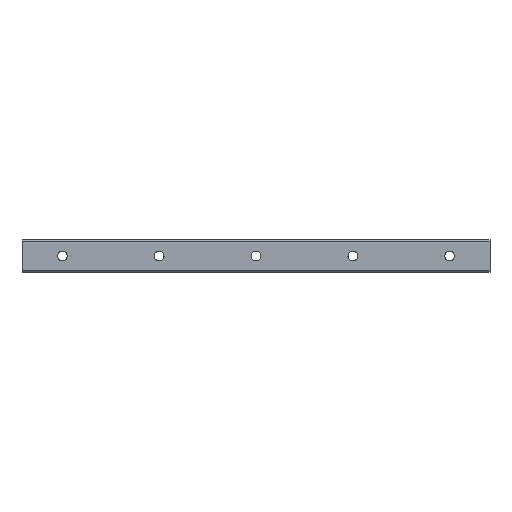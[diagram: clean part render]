
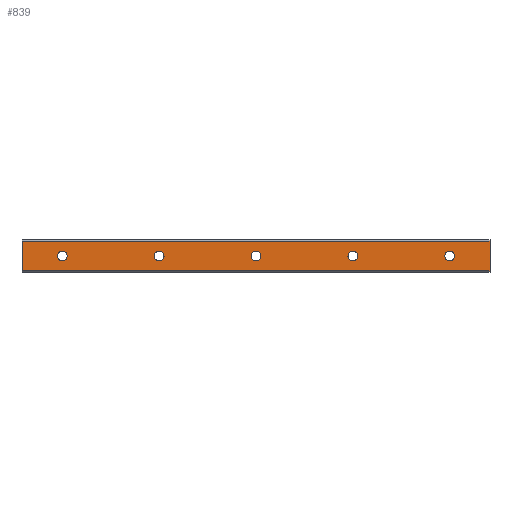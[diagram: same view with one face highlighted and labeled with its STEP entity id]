
A CAD part, front view. The second image highlights one B-rep face of the part: STEP entity #839.
In plain terms, the highlighted planar face has unit normal (0, -1, 0).
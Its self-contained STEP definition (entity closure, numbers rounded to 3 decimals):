
#11 = CIRCLE ( 'NONE', #1207, 3. ) ;
#17 = PLANE ( 'NONE',  #1583 ) ;
#50 = FACE_BOUND ( 'NONE', #74, .T. ) ;
#54 = VERTEX_POINT ( 'NONE', #60 ) ;
#55 = AXIS2_PLACEMENT_3D ( 'NONE', #1777, #1461, #183 ) ;
#60 = CARTESIAN_POINT ( 'NONE',  ( 265., 0., 9. ) ) ;
#69 = DIRECTION ( 'NONE',  ( 0., 0., 1. ) ) ;
#74 = EDGE_LOOP ( 'NONE', ( #1715, #1653 ) ) ;
#95 = EDGE_CURVE ( 'NONE', #137, #755, #1618, .T. ) ;
#105 = DIRECTION ( 'NONE',  ( 0., 0., 1. ) ) ;
#137 = VERTEX_POINT ( 'NONE', #1051 ) ;
#141 = ORIENTED_EDGE ( 'NONE', *, *, #499, .F. ) ;
#143 = CIRCLE ( 'NONE', #408, 3. ) ;
#155 = CARTESIAN_POINT ( 'NONE',  ( 180., 0., 3. ) ) ;
#161 = EDGE_CURVE ( 'NONE', #1745, #419, #1711, .T. ) ;
#162 = DIRECTION ( 'NONE',  ( 0., 0., -1. ) ) ;
#183 = DIRECTION ( 'NONE',  ( 0., 0., 1. ) ) ;
#194 = DIRECTION ( 'NONE',  ( 0., 0., 1. ) ) ;
#213 = FACE_OUTER_BOUND ( 'NONE', #1048, .T. ) ;
#231 = CARTESIAN_POINT ( 'NONE',  ( 240., 0., 0. ) ) ;
#234 = CARTESIAN_POINT ( 'NONE',  ( 60., 0., 0. ) ) ;
#239 = VERTEX_POINT ( 'NONE', #1393 ) ;
#240 = EDGE_CURVE ( 'NONE', #239, #1260, #11, .T. ) ;
#289 = EDGE_CURVE ( 'NONE', #54, #1508, #1088, .T. ) ;
#291 = CARTESIAN_POINT ( 'NONE',  ( 180., 0., -3. ) ) ;
#318 = LINE ( 'NONE', #490, #466 ) ;
#336 = DIRECTION ( 'NONE',  ( 0., 0., 1. ) ) ;
#360 = DIRECTION ( 'NONE',  ( 0., 0., 1. ) ) ;
#368 = CARTESIAN_POINT ( 'NONE',  ( 120., 0., -3. ) ) ;
#373 = EDGE_CURVE ( 'NONE', #419, #1745, #143, .T. ) ;
#382 = CARTESIAN_POINT ( 'NONE',  ( -25., 0., -9. ) ) ;
#383 = DIRECTION ( 'NONE',  ( 0., -1., 0. ) ) ;
#408 = AXIS2_PLACEMENT_3D ( 'NONE', #1741, #1572, #336 ) ;
#419 = VERTEX_POINT ( 'NONE', #515 ) ;
#436 = VECTOR ( 'NONE', #105, 1000. ) ;
#446 = CARTESIAN_POINT ( 'NONE',  ( 240., 0., 3. ) ) ;
#466 = VECTOR ( 'NONE', #1586, 1000. ) ;
#488 = FACE_BOUND ( 'NONE', #1712, .T. ) ;
#490 = CARTESIAN_POINT ( 'NONE',  ( 265., 0., 9. ) ) ;
#499 = EDGE_CURVE ( 'NONE', #1701, #882, #706, .T. ) ;
#510 = CIRCLE ( 'NONE', #1685, 3. ) ;
#515 = CARTESIAN_POINT ( 'NONE',  ( 120., 0., 3. ) ) ;
#526 = ORIENTED_EDGE ( 'NONE', *, *, #1131, .F. ) ;
#589 = LINE ( 'NONE', #596, #636 ) ;
#596 = CARTESIAN_POINT ( 'NONE',  ( 265., 0., -9. ) ) ;
#611 = ORIENTED_EDGE ( 'NONE', *, *, #1841, .F. ) ;
#636 = VECTOR ( 'NONE', #1362, 1000. ) ;
#645 = EDGE_CURVE ( 'NONE', #1642, #1803, #1550, .T. ) ;
#653 = EDGE_LOOP ( 'NONE', ( #1296, #1945 ) ) ;
#665 = CIRCLE ( 'NONE', #929, 3. ) ;
#706 = LINE ( 'NONE', #883, #436 ) ;
#727 = CIRCLE ( 'NONE', #1351, 3. ) ;
#737 = AXIS2_PLACEMENT_3D ( 'NONE', #1670, #1341, #866 ) ;
#742 = DIRECTION ( 'NONE',  ( 0., 0., 1. ) ) ;
#750 = CARTESIAN_POINT ( 'NONE',  ( 60., 0., -3. ) ) ;
#755 = VERTEX_POINT ( 'NONE', #446 ) ;
#757 = VECTOR ( 'NONE', #162, 1000. ) ;
#763 = CARTESIAN_POINT ( 'NONE',  ( 265., 0., -9. ) ) ;
#785 = VERTEX_POINT ( 'NONE', #2034 ) ;
#801 = EDGE_LOOP ( 'NONE', ( #611, #1179 ) ) ;
#838 = CARTESIAN_POINT ( 'NONE',  ( -25., 0., 9. ) ) ;
#839 = ADVANCED_FACE ( 'NONE', ( #213, #50, #1259, #488, #1946, #1922 ), #17, .F. ) ;
#848 = ORIENTED_EDGE ( 'NONE', *, *, #1358, .F. ) ;
#865 = AXIS2_PLACEMENT_3D ( 'NONE', #231, #1289, #1146 ) ;
#866 = DIRECTION ( 'NONE',  ( 0., 0., 1. ) ) ;
#882 = VERTEX_POINT ( 'NONE', #838 ) ;
#883 = CARTESIAN_POINT ( 'NONE',  ( -25., 0., 9. ) ) ;
#889 = EDGE_CURVE ( 'NONE', #1260, #239, #1212, .T. ) ;
#926 = CARTESIAN_POINT ( 'NONE',  ( 180., 0., 0. ) ) ;
#929 = AXIS2_PLACEMENT_3D ( 'NONE', #2010, #1853, #944 ) ;
#944 = DIRECTION ( 'NONE',  ( 0., 0., 1. ) ) ;
#947 = CARTESIAN_POINT ( 'NONE',  ( 0., 0., -3. ) ) ;
#966 = AXIS2_PLACEMENT_3D ( 'NONE', #926, #1084, #742 ) ;
#975 = CARTESIAN_POINT ( 'NONE',  ( 265., 0., 9. ) ) ;
#978 = EDGE_CURVE ( 'NONE', #1836, #785, #510, .T. ) ;
#1048 = EDGE_LOOP ( 'NONE', ( #526, #1409, #1404, #141 ) ) ;
#1051 = CARTESIAN_POINT ( 'NONE',  ( 240., 0., -3. ) ) ;
#1069 = DIRECTION ( 'NONE',  ( 0., -1., 0. ) ) ;
#1084 = DIRECTION ( 'NONE',  ( 0., -1., 0. ) ) ;
#1088 = LINE ( 'NONE', #1721, #757 ) ;
#1131 = EDGE_CURVE ( 'NONE', #1508, #1701, #589, .T. ) ;
#1146 = DIRECTION ( 'NONE',  ( 0., 0., 1. ) ) ;
#1179 = ORIENTED_EDGE ( 'NONE', *, *, #978, .F. ) ;
#1207 = AXIS2_PLACEMENT_3D ( 'NONE', #1533, #1069, #1383 ) ;
#1212 = CIRCLE ( 'NONE', #55, 3. ) ;
#1259 = FACE_BOUND ( 'NONE', #1770, .T. ) ;
#1260 = VERTEX_POINT ( 'NONE', #947 ) ;
#1288 = CIRCLE ( 'NONE', #737, 3. ) ;
#1289 = DIRECTION ( 'NONE',  ( 0., -1., 0. ) ) ;
#1296 = ORIENTED_EDGE ( 'NONE', *, *, #373, .F. ) ;
#1341 = DIRECTION ( 'NONE',  ( 0., -1., 0. ) ) ;
#1343 = DIRECTION ( 'NONE',  ( 0., -1., 0. ) ) ;
#1351 = AXIS2_PLACEMENT_3D ( 'NONE', #1940, #1609, #360 ) ;
#1358 = EDGE_CURVE ( 'NONE', #1803, #1642, #1288, .T. ) ;
#1362 = DIRECTION ( 'NONE',  ( -1., 0., 0. ) ) ;
#1383 = DIRECTION ( 'NONE',  ( 0., 0., 1. ) ) ;
#1393 = CARTESIAN_POINT ( 'NONE',  ( 0., 0., 3. ) ) ;
#1404 = ORIENTED_EDGE ( 'NONE', *, *, #1941, .F. ) ;
#1409 = ORIENTED_EDGE ( 'NONE', *, *, #289, .F. ) ;
#1436 = DIRECTION ( 'NONE',  ( 0., 1., 0. ) ) ;
#1461 = DIRECTION ( 'NONE',  ( 0., -1., 0. ) ) ;
#1508 = VERTEX_POINT ( 'NONE', #763 ) ;
#1533 = CARTESIAN_POINT ( 'NONE',  ( 0., 0., 0. ) ) ;
#1539 = ORIENTED_EDGE ( 'NONE', *, *, #95, .F. ) ;
#1550 = CIRCLE ( 'NONE', #966, 3. ) ;
#1572 = DIRECTION ( 'NONE',  ( 0., -1., 0. ) ) ;
#1583 = AXIS2_PLACEMENT_3D ( 'NONE', #975, #1436, #194 ) ;
#1586 = DIRECTION ( 'NONE',  ( 1., 0., 0. ) ) ;
#1609 = DIRECTION ( 'NONE',  ( 0., -1., 0. ) ) ;
#1618 = CIRCLE ( 'NONE', #865, 3. ) ;
#1642 = VERTEX_POINT ( 'NONE', #155 ) ;
#1653 = ORIENTED_EDGE ( 'NONE', *, *, #889, .F. ) ;
#1670 = CARTESIAN_POINT ( 'NONE',  ( 180., 0., 0. ) ) ;
#1685 = AXIS2_PLACEMENT_3D ( 'NONE', #234, #1343, #1970 ) ;
#1694 = EDGE_CURVE ( 'NONE', #755, #137, #727, .T. ) ;
#1701 = VERTEX_POINT ( 'NONE', #382 ) ;
#1711 = CIRCLE ( 'NONE', #1990, 3. ) ;
#1712 = EDGE_LOOP ( 'NONE', ( #1762, #848 ) ) ;
#1715 = ORIENTED_EDGE ( 'NONE', *, *, #240, .F. ) ;
#1721 = CARTESIAN_POINT ( 'NONE',  ( 265., 0., 9. ) ) ;
#1738 = ORIENTED_EDGE ( 'NONE', *, *, #1694, .F. ) ;
#1741 = CARTESIAN_POINT ( 'NONE',  ( 120., 0., 0. ) ) ;
#1745 = VERTEX_POINT ( 'NONE', #368 ) ;
#1762 = ORIENTED_EDGE ( 'NONE', *, *, #645, .F. ) ;
#1770 = EDGE_LOOP ( 'NONE', ( #1738, #1539 ) ) ;
#1777 = CARTESIAN_POINT ( 'NONE',  ( 0., 0., 0. ) ) ;
#1803 = VERTEX_POINT ( 'NONE', #291 ) ;
#1836 = VERTEX_POINT ( 'NONE', #750 ) ;
#1841 = EDGE_CURVE ( 'NONE', #785, #1836, #665, .T. ) ;
#1853 = DIRECTION ( 'NONE',  ( 0., -1., 0. ) ) ;
#1922 = FACE_BOUND ( 'NONE', #801, .T. ) ;
#1940 = CARTESIAN_POINT ( 'NONE',  ( 240., 0., 0. ) ) ;
#1941 = EDGE_CURVE ( 'NONE', #882, #54, #318, .T. ) ;
#1945 = ORIENTED_EDGE ( 'NONE', *, *, #161, .F. ) ;
#1946 = FACE_BOUND ( 'NONE', #653, .T. ) ;
#1954 = CARTESIAN_POINT ( 'NONE',  ( 120., 0., 0. ) ) ;
#1970 = DIRECTION ( 'NONE',  ( 0., 0., 1. ) ) ;
#1990 = AXIS2_PLACEMENT_3D ( 'NONE', #1954, #383, #69 ) ;
#2010 = CARTESIAN_POINT ( 'NONE',  ( 60., 0., 0. ) ) ;
#2034 = CARTESIAN_POINT ( 'NONE',  ( 60., 0., 3. ) ) ;
